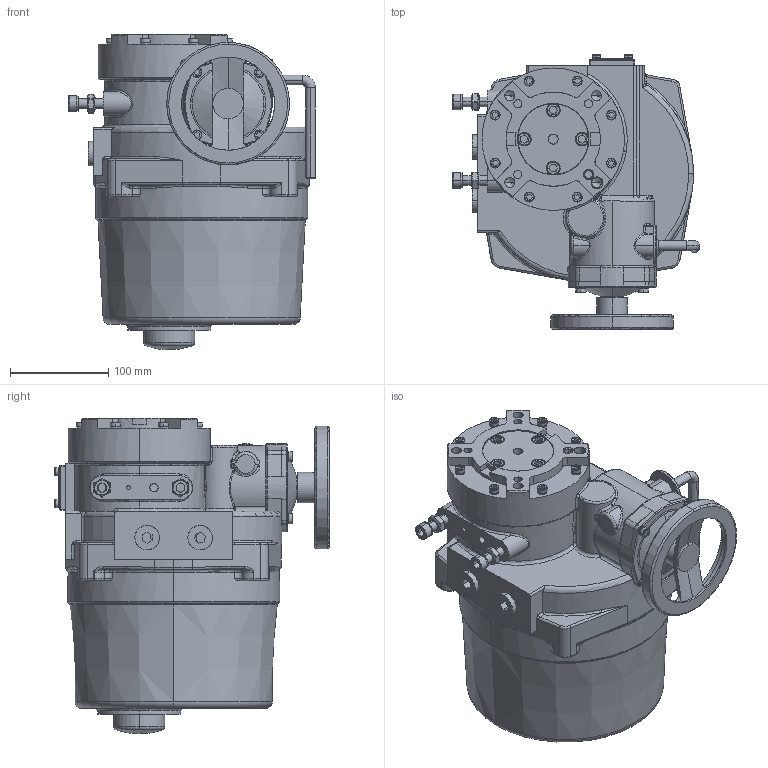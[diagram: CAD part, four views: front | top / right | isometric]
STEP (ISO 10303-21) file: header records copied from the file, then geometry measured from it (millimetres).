
FILE_DESCRIPTION (( 'STEP AP203' ), '1' );
FILE_NAME ('RCEL028.STEP', '2018-08-16T13:30:24', ( '' ), ( '' ), 'SwSTEP 2.0', 'SolidWorks 2018', '' );
FILE_SCHEMA (( 'CONFIG_CONTROL_DESIGN' ));
Length unit declared in the file: millimetre
Products named in the file (1): RCEL028
Bounding box: 251.61 x 279.64 x 321.08 mm (x, y, z)
Volume: 9560212 mm3; surface area: 349568 mm2
Topology: 1 solids, 5 shells, 1405 faces, 3521 edges, 2156 vertices
Faces by surface type: cylinder 520, plane 370, torus 295, bspline 115, cone 55, sphere 50
Entity records: 136275 total; most frequent: CARTESIAN_POINT 105300, ORIENTED_EDGE 6936, DIRECTION 5695, EDGE_CURVE 3468, AXIS2_PLACEMENT_3D 2235, VERTEX_POINT 2152, EDGE_LOOP 1494, FACE_OUTER_BOUND 1405
